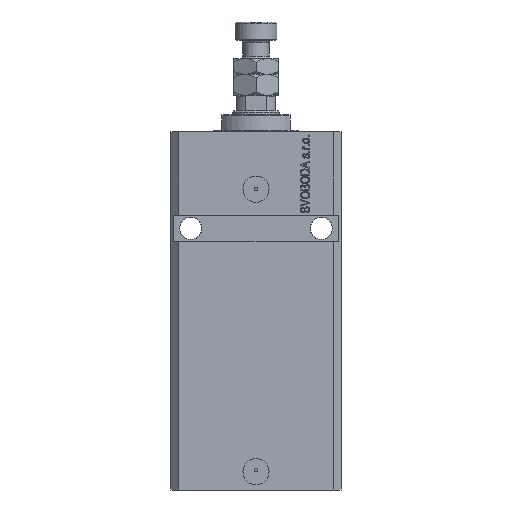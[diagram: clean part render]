
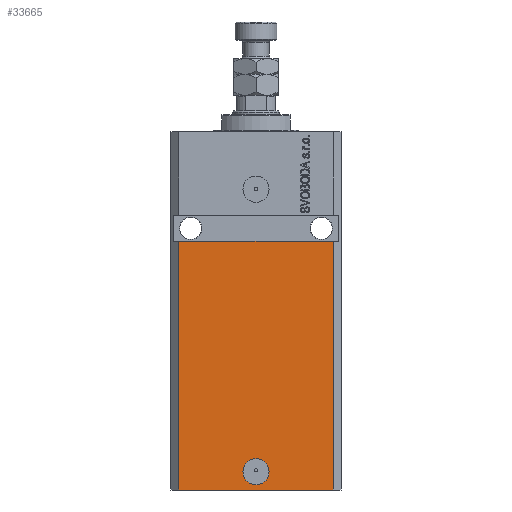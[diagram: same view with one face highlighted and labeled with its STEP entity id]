
A CAD part, front view. The second image highlights one B-rep face of the part: STEP entity #33665.
In plain terms, the highlighted planar face has unit normal (0, -1, 0).
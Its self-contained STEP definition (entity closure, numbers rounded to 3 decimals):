
#362 = EDGE_CURVE ( 'NONE', #6132, #4750, #32887, .T. ) ;
#2626 = VECTOR ( 'NONE', #42881, 1000. ) ;
#3145 = AXIS2_PLACEMENT_3D ( 'NONE', #19582, #3560, #30915 ) ;
#3540 = CARTESIAN_POINT ( 'NONE',  ( -29.5, -22.5, -42. ) ) ;
#3560 = DIRECTION ( 'NONE',  ( 0., -1., 0. ) ) ;
#4172 = CARTESIAN_POINT ( 'NONE',  ( 29.5, -22.5, -137. ) ) ;
#4596 = VECTOR ( 'NONE', #32149, 1000. ) ;
#4750 = VERTEX_POINT ( 'NONE', #8553 ) ;
#6132 = VERTEX_POINT ( 'NONE', #39123 ) ;
#6578 = DIRECTION ( 'NONE',  ( 1., 0., 0. ) ) ;
#6823 = AXIS2_PLACEMENT_3D ( 'NONE', #17433, #32467, #6578 ) ;
#7358 = ORIENTED_EDGE ( 'NONE', *, *, #362, .T. ) ;
#7753 = FACE_OUTER_BOUND ( 'NONE', #45212, .T. ) ;
#7774 = EDGE_CURVE ( 'NONE', #4750, #8550, #41717, .T. ) ;
#8242 = PLANE ( 'NONE',  #3145 ) ;
#8547 = LINE ( 'NONE', #27761, #2626 ) ;
#8550 = VERTEX_POINT ( 'NONE', #19770 ) ;
#8553 = CARTESIAN_POINT ( 'NONE',  ( 29.5, -22.5, -137. ) ) ;
#9584 = VECTOR ( 'NONE', #19223, 1000. ) ;
#11337 = EDGE_CURVE ( 'NONE', #39192, #19103, #29376, .T. ) ;
#13027 = LINE ( 'NONE', #28048, #27006 ) ;
#15514 = EDGE_CURVE ( 'NONE', #48397, #8550, #8547, .T. ) ;
#16238 = DIRECTION ( 'NONE',  ( 0., 0., 1. ) ) ;
#17433 = CARTESIAN_POINT ( 'NONE',  ( 0., -22.5, -130. ) ) ;
#18028 = DIRECTION ( 'NONE',  ( 0., -1., 0. ) ) ;
#18264 = DIRECTION ( 'NONE',  ( 1., 0., 0. ) ) ;
#19103 = VERTEX_POINT ( 'NONE', #26453 ) ;
#19223 = DIRECTION ( 'NONE',  ( 0., 0., 1. ) ) ;
#19582 = CARTESIAN_POINT ( 'NONE',  ( -29.5, -22.5, -137. ) ) ;
#19770 = CARTESIAN_POINT ( 'NONE',  ( 29.5, -22.5, -42. ) ) ;
#20306 = EDGE_LOOP ( 'NONE', ( #23835, #22857 ) ) ;
#22773 = EDGE_CURVE ( 'NONE', #19103, #39192, #42322, .T. ) ;
#22857 = ORIENTED_EDGE ( 'NONE', *, *, #11337, .F. ) ;
#23835 = ORIENTED_EDGE ( 'NONE', *, *, #22773, .F. ) ;
#24572 = CARTESIAN_POINT ( 'NONE',  ( -5., -22.5, -130. ) ) ;
#25587 = ORIENTED_EDGE ( 'NONE', *, *, #41265, .F. ) ;
#26453 = CARTESIAN_POINT ( 'NONE',  ( 5., -22.5, -130. ) ) ;
#27006 = VECTOR ( 'NONE', #16238, 1000. ) ;
#27682 = ORIENTED_EDGE ( 'NONE', *, *, #15514, .F. ) ;
#27761 = CARTESIAN_POINT ( 'NONE',  ( -32.5, -22.5, -42. ) ) ;
#28048 = CARTESIAN_POINT ( 'NONE',  ( -29.5, -22.5, -137. ) ) ;
#28600 = AXIS2_PLACEMENT_3D ( 'NONE', #40747, #18028, #18264 ) ;
#29376 = CIRCLE ( 'NONE', #28600, 5. ) ;
#30678 = ORIENTED_EDGE ( 'NONE', *, *, #7774, .T. ) ;
#30915 = DIRECTION ( 'NONE',  ( 1., 0., 0. ) ) ;
#32149 = DIRECTION ( 'NONE',  ( 1., 0., 0. ) ) ;
#32467 = DIRECTION ( 'NONE',  ( 0., -1., 0. ) ) ;
#32887 = LINE ( 'NONE', #47988, #4596 ) ;
#33665 = ADVANCED_FACE ( 'NONE', ( #37362, #7753 ), #8242, .T. ) ;
#37362 = FACE_BOUND ( 'NONE', #20306, .T. ) ;
#39123 = CARTESIAN_POINT ( 'NONE',  ( -29.5, -22.5, -137. ) ) ;
#39192 = VERTEX_POINT ( 'NONE', #24572 ) ;
#40747 = CARTESIAN_POINT ( 'NONE',  ( 0., -22.5, -130. ) ) ;
#41265 = EDGE_CURVE ( 'NONE', #6132, #48397, #13027, .T. ) ;
#41717 = LINE ( 'NONE', #4172, #9584 ) ;
#42322 = CIRCLE ( 'NONE', #6823, 5. ) ;
#42881 = DIRECTION ( 'NONE',  ( 1., 0., 0. ) ) ;
#45212 = EDGE_LOOP ( 'NONE', ( #27682, #25587, #7358, #30678 ) ) ;
#47988 = CARTESIAN_POINT ( 'NONE',  ( -29.5, -22.5, -137. ) ) ;
#48397 = VERTEX_POINT ( 'NONE', #3540 ) ;
